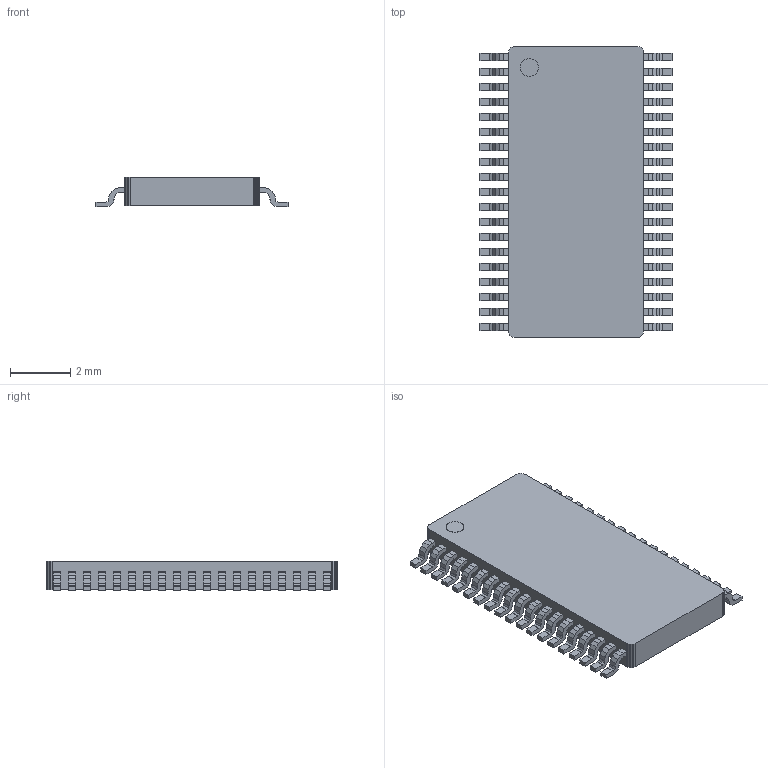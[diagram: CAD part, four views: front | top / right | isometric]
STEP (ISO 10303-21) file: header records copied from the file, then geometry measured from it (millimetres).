
FILE_DESCRIPTION (( 'STEP AP214' ), '1' );
FILE_NAME ('SW3dPS-TSSOP-38.STEP', '2009-10-07T07:41:46', ( 'sysAdmin' ), ( 'SolidWorks' ), 'SwSTEP 2.0', 'SolidWorks 2009', '' );
FILE_SCHEMA (( 'AUTOMOTIVE_DESIGN' ));
Length unit declared in the file: millimetre
Products named in the file (12): SW3dPS-TSSOP-38_Free-Models2; SW3dPS-TSSOP-38_Board3; SW3dPS-TSSOP-38; SW3dPS-TSSOP-38_Cylinder1; SW3dPS-TSSOP-38_Free-Models3; SW3dPS-TSSOP-38_PINTSSOP-57; SW3dPS-TSSOP-38_Extruded3; SW3dPS-TSSOP-38_457820753; SW3dPS-TSSOP-38_353885137; SW3dPS-TSSOP-38_457590545; SW3dPS-TSSOP-38_Board2; SW3dPS-TSSOP-38_Extruded2
Assembly tree (48 placements, depth 6):
  SW3dPS-TSSOP-38
    SW3dPS-TSSOP-38_Board3
    SW3dPS-TSSOP-38_Free-Models2
      SW3dPS-TSSOP-38_PINTSSOP-57  x38
        SW3dPS-TSSOP-38_Free-Models3
          SW3dPS-TSSOP-38_353885137
            SW3dPS-TSSOP-38_Extruded2
        SW3dPS-TSSOP-38_Board2
      SW3dPS-TSSOP-38_457820753
        SW3dPS-TSSOP-38_Extruded3
      SW3dPS-TSSOP-38_457590545
        SW3dPS-TSSOP-38_Cylinder1
Bounding box: 6.4 x 9.7 x 0.99 mm (x, y, z)
Volume: 43.5 mm3; surface area: 160.9 mm2
Topology: 79 solids, 79 shells, 1257 faces, 3297 edges, 2198 vertices
Faces by surface type: plane 1255, cylinder 2
Entity records: 2881 total; most frequent: DIRECTION 453, CARTESIAN_POINT 445, ORIENTED_EDGE 378, EDGE_CURVE 189, LINE 185, VECTOR 185, AXIS2_PLACEMENT_3D 134, VERTEX_POINT 126
